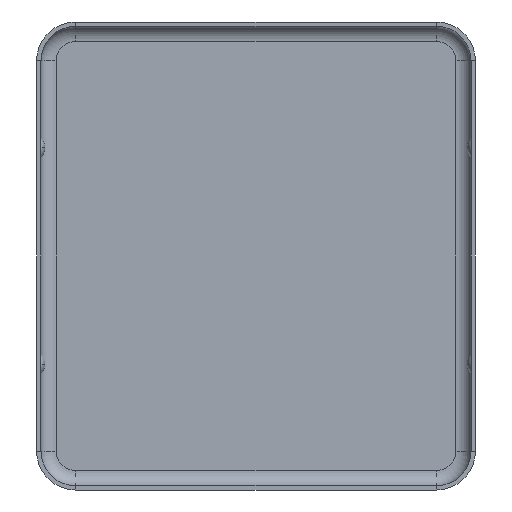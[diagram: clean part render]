
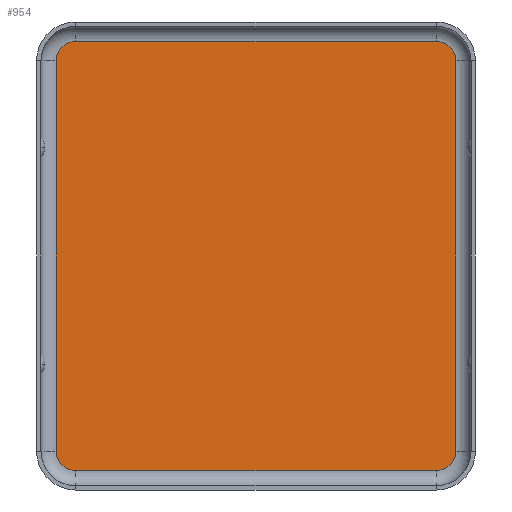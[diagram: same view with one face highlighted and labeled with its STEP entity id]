
A CAD part, front view. The second image highlights one B-rep face of the part: STEP entity #954.
In plain terms, the highlighted planar face has unit normal (0, -1, 0).
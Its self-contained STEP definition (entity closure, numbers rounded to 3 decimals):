
#63 = ORIENTED_EDGE ( 'NONE', *, *, #461, .F. ) ;
#85 = CARTESIAN_POINT ( 'NONE',  ( -9.25, 0., -9.025 ) ) ;
#92 = CARTESIAN_POINT ( 'NONE',  ( 8.35, 0., -9.925 ) ) ;
#101 = VERTEX_POINT ( 'NONE', #1339 ) ;
#114 = ORIENTED_EDGE ( 'NONE', *, *, #488, .F. ) ;
#127 = CIRCLE ( 'NONE', #1227, 0.9 ) ;
#129 = DIRECTION ( 'NONE',  ( 0., -1., 0. ) ) ;
#156 = CARTESIAN_POINT ( 'NONE',  ( 9.25, 0., 9.025 ) ) ;
#191 = CIRCLE ( 'NONE', #716, 0.9 ) ;
#266 = EDGE_CURVE ( 'NONE', #981, #1295, #1459, .T. ) ;
#274 = DIRECTION ( 'NONE',  ( 0., 0., -1. ) ) ;
#284 = CARTESIAN_POINT ( 'NONE',  ( -9.25, 0., 0. ) ) ;
#293 = DIRECTION ( 'NONE',  ( 0., 0., 1. ) ) ;
#296 = PLANE ( 'NONE',  #1546 ) ;
#315 = CARTESIAN_POINT ( 'NONE',  ( -8.35, 0., -9.025 ) ) ;
#380 = ORIENTED_EDGE ( 'NONE', *, *, #567, .F. ) ;
#398 = CARTESIAN_POINT ( 'NONE',  ( 8.35, 0., 9.025 ) ) ;
#401 = VECTOR ( 'NONE', #437, 1000. ) ;
#411 = CARTESIAN_POINT ( 'NONE',  ( 8.35, 0., 9.925 ) ) ;
#418 = DIRECTION ( 'NONE',  ( 0., 0., -1. ) ) ;
#425 = DIRECTION ( 'NONE',  ( 0., 0., -1. ) ) ;
#437 = DIRECTION ( 'NONE',  ( 0., 0., -1. ) ) ;
#461 = EDGE_CURVE ( 'NONE', #1602, #614, #127, .T. ) ;
#466 = CARTESIAN_POINT ( 'NONE',  ( -9.25, 0., 9.025 ) ) ;
#469 = VERTEX_POINT ( 'NONE', #920 ) ;
#488 = EDGE_CURVE ( 'NONE', #981, #101, #1494, .T. ) ;
#544 = CARTESIAN_POINT ( 'NONE',  ( 8.35, 0., 9.925 ) ) ;
#567 = EDGE_CURVE ( 'NONE', #101, #593, #191, .T. ) ;
#568 = CARTESIAN_POINT ( 'NONE',  ( 8.35, 0., -9.025 ) ) ;
#593 = VERTEX_POINT ( 'NONE', #817 ) ;
#614 = VERTEX_POINT ( 'NONE', #1320 ) ;
#626 = VERTEX_POINT ( 'NONE', #85 ) ;
#686 = DIRECTION ( 'NONE',  ( -1., 0., 0. ) ) ;
#696 = ORIENTED_EDGE ( 'NONE', *, *, #936, .T. ) ;
#703 = ORIENTED_EDGE ( 'NONE', *, *, #1570, .F. ) ;
#716 = AXIS2_PLACEMENT_3D ( 'NONE', #568, #1566, #955 ) ;
#725 = ORIENTED_EDGE ( 'NONE', *, *, #1018, .T. ) ;
#765 = EDGE_CURVE ( 'NONE', #626, #469, #1205, .T. ) ;
#779 = DIRECTION ( 'NONE',  ( 0., 0., -1. ) ) ;
#790 = CARTESIAN_POINT ( 'NONE',  ( 8.35, 0., -9.025 ) ) ;
#817 = CARTESIAN_POINT ( 'NONE',  ( 8.35, 0., -9.925 ) ) ;
#831 = LINE ( 'NONE', #544, #1543 ) ;
#890 = LINE ( 'NONE', #92, #1605 ) ;
#920 = CARTESIAN_POINT ( 'NONE',  ( -8.35, 0., -9.925 ) ) ;
#926 = CARTESIAN_POINT ( 'NONE',  ( -8.35, 0., 9.025 ) ) ;
#936 = EDGE_CURVE ( 'NONE', #1602, #626, #1023, .T. ) ;
#952 = FACE_OUTER_BOUND ( 'NONE', #1446, .T. ) ;
#954 = ADVANCED_FACE ( 'NONE', ( #952 ), #296, .T. ) ;
#955 = DIRECTION ( 'NONE',  ( 0., 0., 1. ) ) ;
#981 = VERTEX_POINT ( 'NONE', #156 ) ;
#1012 = ORIENTED_EDGE ( 'NONE', *, *, #266, .T. ) ;
#1018 = EDGE_CURVE ( 'NONE', #1295, #614, #831, .T. ) ;
#1023 = LINE ( 'NONE', #284, #1432 ) ;
#1097 = AXIS2_PLACEMENT_3D ( 'NONE', #315, #1291, #293 ) ;
#1183 = DIRECTION ( 'NONE',  ( 0., 1., 0. ) ) ;
#1205 = CIRCLE ( 'NONE', #1097, 0.9 ) ;
#1220 = ORIENTED_EDGE ( 'NONE', *, *, #765, .T. ) ;
#1227 = AXIS2_PLACEMENT_3D ( 'NONE', #926, #1183, #418 ) ;
#1291 = DIRECTION ( 'NONE',  ( 0., -1., 0. ) ) ;
#1295 = VERTEX_POINT ( 'NONE', #411 ) ;
#1299 = DIRECTION ( 'NONE',  ( 0., -1., 0. ) ) ;
#1320 = CARTESIAN_POINT ( 'NONE',  ( -8.35, 0., 9.925 ) ) ;
#1339 = CARTESIAN_POINT ( 'NONE',  ( 9.25, 0., -9.025 ) ) ;
#1432 = VECTOR ( 'NONE', #425, 1000. ) ;
#1446 = EDGE_LOOP ( 'NONE', ( #703, #380, #114, #1012, #725, #63, #696, #1220 ) ) ;
#1459 = CIRCLE ( 'NONE', #1625, 0.9 ) ;
#1494 = LINE ( 'NONE', #1559, #401 ) ;
#1543 = VECTOR ( 'NONE', #686, 1000. ) ;
#1546 = AXIS2_PLACEMENT_3D ( 'NONE', #790, #1299, #779 ) ;
#1559 = CARTESIAN_POINT ( 'NONE',  ( 9.25, 0., 0. ) ) ;
#1566 = DIRECTION ( 'NONE',  ( 0., 1., 0. ) ) ;
#1570 = EDGE_CURVE ( 'NONE', #593, #469, #890, .T. ) ;
#1602 = VERTEX_POINT ( 'NONE', #466 ) ;
#1604 = DIRECTION ( 'NONE',  ( -1., 0., 0. ) ) ;
#1605 = VECTOR ( 'NONE', #1604, 1000. ) ;
#1625 = AXIS2_PLACEMENT_3D ( 'NONE', #398, #129, #274 ) ;
